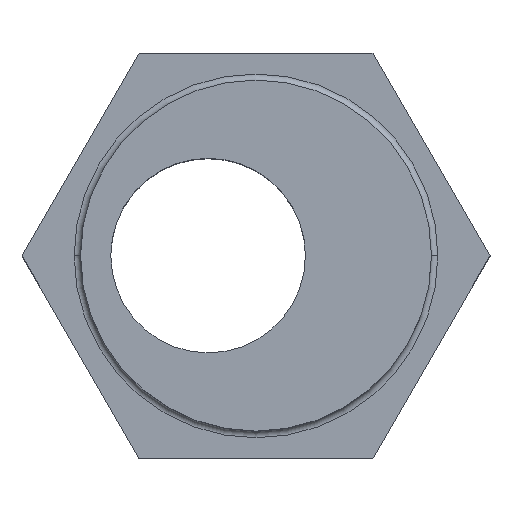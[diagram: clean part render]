
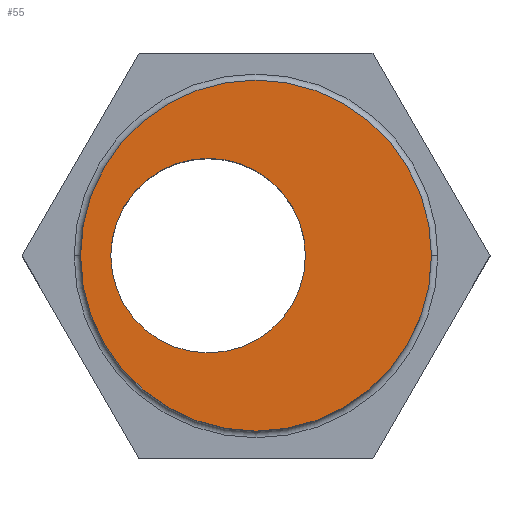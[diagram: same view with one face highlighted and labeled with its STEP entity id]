
A CAD part, top view. The second image highlights one B-rep face of the part: STEP entity #55.
In plain terms, the highlighted planar face has unit normal (0, 0, 1).
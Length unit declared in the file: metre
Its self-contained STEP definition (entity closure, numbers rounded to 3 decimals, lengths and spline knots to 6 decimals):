
#55=ADVANCED_FACE('0:132',(#77,#78),#79,.T.);
#77=FACE_BOUND('',#111,.T.);
#78=FACE_OUTER_BOUND('',#112,.T.);
#79=PLANE('',#113);
#111=EDGE_LOOP('',(#168,#169));
#112=EDGE_LOOP('',(#170,#171));
#113=AXIS2_PLACEMENT_3D('',#172,#173,#174);
#168=ORIENTED_EDGE('',*,*,#261,.F.);
#169=ORIENTED_EDGE('',*,*,#269,.F.);
#170=ORIENTED_EDGE('',*,*,#257,.F.);
#171=ORIENTED_EDGE('',*,*,#270,.F.);
#172=CARTESIAN_POINT('',(0.0,0.0,0.0085));
#173=DIRECTION('',(0.0,0.0,1.0));
#174=DIRECTION('',(1.0,0.0,0.0));
#257=EDGE_CURVE('0:138',#295,#292,#297,.F.);
#261=EDGE_CURVE('0:144',#303,#299,#305,.T.);
#269=EDGE_CURVE('0:144',#299,#303,#319,.T.);
#270=EDGE_CURVE('0:138',#292,#295,#320,.F.);
#292=VERTEX_POINT('',#348);
#295=VERTEX_POINT('',#352);
#297=CIRCLE('',#355,0.0055);
#299=VERTEX_POINT('',#357);
#303=VERTEX_POINT('',#362);
#305=CIRCLE('',#365,0.00305);
#319=CIRCLE('',#385,0.00305);
#320=CIRCLE('',#386,0.0055);
#348=CARTESIAN_POINT('',(0.007,0.,0.0085));
#352=CARTESIAN_POINT('',(-0.004,0.,0.0085));
#355=AXIS2_PLACEMENT_3D('',#435,#436,#437);
#357=CARTESIAN_POINT('',(0.00305,0.,0.0085));
#362=CARTESIAN_POINT('',(-0.00305,0.,0.0085));
#365=AXIS2_PLACEMENT_3D('',#443,#444,#445);
#385=AXIS2_PLACEMENT_3D('',#455,#456,#457);
#386=AXIS2_PLACEMENT_3D('',#458,#459,#460);
#435=CARTESIAN_POINT('',(0.0015,0.0,0.0085));
#436=DIRECTION('',(0.0,0.0,1.0));
#437=DIRECTION('',(1.0,0.0,0.0));
#443=CARTESIAN_POINT('',(0.0,0.0,0.0085));
#444=DIRECTION('',(0.0,0.0,1.0));
#445=DIRECTION('',(1.0,0.0,0.0));
#455=CARTESIAN_POINT('',(0.0,0.0,0.0085));
#456=DIRECTION('',(0.0,0.0,1.0));
#457=DIRECTION('',(1.0,0.0,0.0));
#458=CARTESIAN_POINT('',(0.0015,0.0,0.0085));
#459=DIRECTION('',(0.0,0.0,1.0));
#460=DIRECTION('',(1.0,0.0,0.0));
